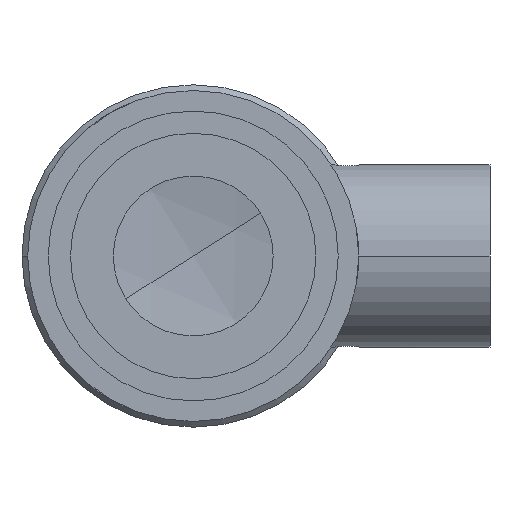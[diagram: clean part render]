
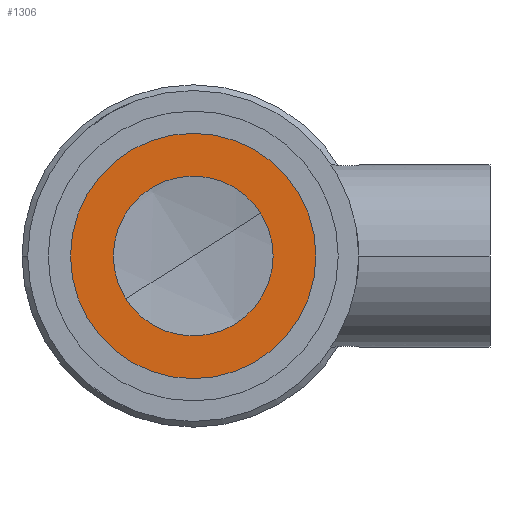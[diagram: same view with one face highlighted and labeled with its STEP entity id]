
A CAD part, front view. The second image highlights one B-rep face of the part: STEP entity #1306.
In plain terms, the highlighted planar face has unit normal (0, -1, 0).
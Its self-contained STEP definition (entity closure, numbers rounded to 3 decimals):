
#58 = DIRECTION ( 'NONE',  ( 0., 1., 0. ) ) ;
#99 = VERTEX_POINT ( 'NONE', #2908 ) ;
#139 = EDGE_CURVE ( 'NONE', #4190, #99, #2454, .T. ) ;
#362 = VERTEX_POINT ( 'NONE', #2310 ) ;
#593 = ORIENTED_EDGE ( 'NONE', *, *, #3796, .F. ) ;
#702 = CARTESIAN_POINT ( 'NONE',  ( 0., -127.49, 0. ) ) ;
#818 = DIRECTION ( 'NONE',  ( 0., 1., 0. ) ) ;
#1048 = CARTESIAN_POINT ( 'NONE',  ( 0., -127.49, 11.5 ) ) ;
#1130 = AXIS2_PLACEMENT_3D ( 'NONE', #702, #3560, #3078 ) ;
#1220 = CARTESIAN_POINT ( 'NONE',  ( 0., -127.49, 0. ) ) ;
#1248 = EDGE_CURVE ( 'NONE', #99, #4190, #1437, .T. ) ;
#1306 = ADVANCED_FACE ( 'NONE', ( #3215, #4072 ), #2344, .T. ) ;
#1437 = CIRCLE ( 'NONE', #2497, 7. ) ;
#1578 = DIRECTION ( 'NONE',  ( 0., 0., 1. ) ) ;
#1632 = DIRECTION ( 'NONE',  ( 0., -1., 0. ) ) ;
#2223 = VERTEX_POINT ( 'NONE', #1048 ) ;
#2267 = CARTESIAN_POINT ( 'NONE',  ( 0., -127.49, 0. ) ) ;
#2310 = CARTESIAN_POINT ( 'NONE',  ( 0., -127.49, -11.5 ) ) ;
#2344 = PLANE ( 'NONE',  #3147 ) ;
#2454 = CIRCLE ( 'NONE', #1130, 7. ) ;
#2497 = AXIS2_PLACEMENT_3D ( 'NONE', #3022, #818, #3370 ) ;
#2654 = DIRECTION ( 'NONE',  ( 0., 0., 1. ) ) ;
#2908 = CARTESIAN_POINT ( 'NONE',  ( 0., -127.49, 7. ) ) ;
#3001 = ORIENTED_EDGE ( 'NONE', *, *, #139, .T. ) ;
#3022 = CARTESIAN_POINT ( 'NONE',  ( 0., -127.49, 0. ) ) ;
#3078 = DIRECTION ( 'NONE',  ( 0., 0., 1. ) ) ;
#3147 = AXIS2_PLACEMENT_3D ( 'NONE', #3809, #1632, #4187 ) ;
#3163 = AXIS2_PLACEMENT_3D ( 'NONE', #2267, #58, #2654 ) ;
#3215 = FACE_BOUND ( 'NONE', #4724, .T. ) ;
#3261 = ORIENTED_EDGE ( 'NONE', *, *, #3739, .F. ) ;
#3370 = DIRECTION ( 'NONE',  ( 0., 0., 1. ) ) ;
#3378 = ORIENTED_EDGE ( 'NONE', *, *, #1248, .T. ) ;
#3560 = DIRECTION ( 'NONE',  ( 0., 1., 0. ) ) ;
#3604 = EDGE_LOOP ( 'NONE', ( #593, #3261 ) ) ;
#3730 = CIRCLE ( 'NONE', #3163, 11.5 ) ;
#3739 = EDGE_CURVE ( 'NONE', #362, #2223, #3730, .T. ) ;
#3756 = DIRECTION ( 'NONE',  ( 0., 1., 0. ) ) ;
#3796 = EDGE_CURVE ( 'NONE', #2223, #362, #4598, .T. ) ;
#3809 = CARTESIAN_POINT ( 'NONE',  ( -11.5, -127.49, 0. ) ) ;
#4008 = CARTESIAN_POINT ( 'NONE',  ( 0., -127.49, -7. ) ) ;
#4072 = FACE_OUTER_BOUND ( 'NONE', #3604, .T. ) ;
#4144 = AXIS2_PLACEMENT_3D ( 'NONE', #1220, #3756, #1578 ) ;
#4187 = DIRECTION ( 'NONE',  ( 0., 0., -1. ) ) ;
#4190 = VERTEX_POINT ( 'NONE', #4008 ) ;
#4598 = CIRCLE ( 'NONE', #4144, 11.5 ) ;
#4724 = EDGE_LOOP ( 'NONE', ( #3378, #3001 ) ) ;
